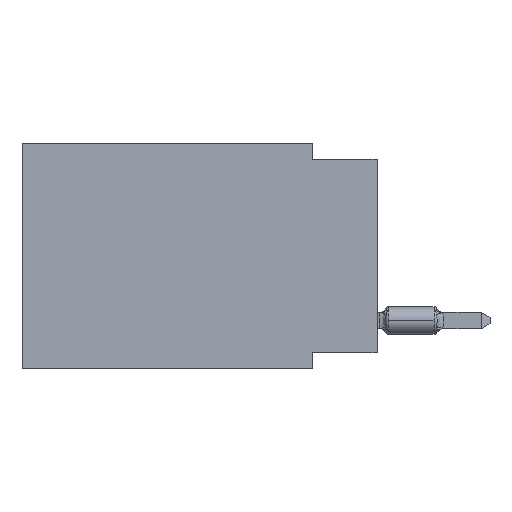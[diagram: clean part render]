
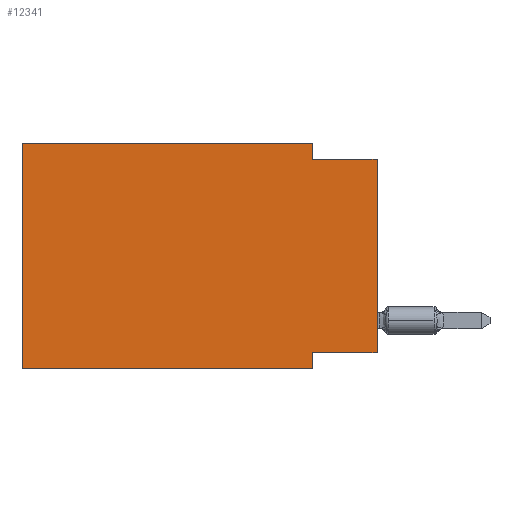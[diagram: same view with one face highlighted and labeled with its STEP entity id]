
A CAD part, left-side view. The second image highlights one B-rep face of the part: STEP entity #12341.
In plain terms, the highlighted planar face has unit normal (-1, 0, 0).
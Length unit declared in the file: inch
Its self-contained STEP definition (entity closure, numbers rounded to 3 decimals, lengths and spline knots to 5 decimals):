
#547 = VERTEX_POINT ( 'NONE', #14174 ) ;
#655 = ORIENTED_EDGE ( 'NONE', *, *, #13360, .T. ) ;
#828 = CARTESIAN_POINT ( 'NONE',  ( 0., 0., 0. ) ) ;
#1109 = ORIENTED_EDGE ( 'NONE', *, *, #7911, .F. ) ;
#1215 = EDGE_CURVE ( 'NONE', #8898, #3094, #10122, .T. ) ;
#1407 = PLANE ( 'NONE',  #12021 ) ;
#1745 = VERTEX_POINT ( 'NONE', #12324 ) ;
#1974 = DIRECTION ( 'NONE',  ( 0., 0., 1. ) ) ;
#2068 = EDGE_CURVE ( 'NONE', #9200, #5753, #6354, .T. ) ;
#2409 = VECTOR ( 'NONE', #7357, 39.37008 ) ;
#2589 = CARTESIAN_POINT ( 'NONE',  ( 0., 0.55, 0. ) ) ;
#2602 = CARTESIAN_POINT ( 'NONE',  ( 0., 0.1, 0. ) ) ;
#2653 = CARTESIAN_POINT ( 'NONE',  ( 0., 0., -0.325 ) ) ;
#2772 = LINE ( 'NONE', #9633, #2409 ) ;
#2915 = LINE ( 'NONE', #5216, #14730 ) ;
#2968 = CARTESIAN_POINT ( 'NONE',  ( 0., 0.1, -0.325 ) ) ;
#3094 = VERTEX_POINT ( 'NONE', #2602 ) ;
#3111 = EDGE_CURVE ( 'NONE', #5753, #9497, #13305, .T. ) ;
#3298 = CARTESIAN_POINT ( 'NONE',  ( 0., 0., -0.325 ) ) ;
#3582 = DIRECTION ( 'NONE',  ( 0., -1., 0. ) ) ;
#3675 = VECTOR ( 'NONE', #9722, 39.37008 ) ;
#3980 = LINE ( 'NONE', #4586, #9721 ) ;
#4074 = DIRECTION ( 'NONE',  ( 0., 0., 1. ) ) ;
#4212 = CARTESIAN_POINT ( 'NONE',  ( 0., 0.55, 0. ) ) ;
#4586 = CARTESIAN_POINT ( 'NONE',  ( 0., 0.1, 0. ) ) ;
#5216 = CARTESIAN_POINT ( 'NONE',  ( 0., 0.55, 0. ) ) ;
#5721 = DIRECTION ( 'NONE',  ( 0., 0., -1. ) ) ;
#5753 = VERTEX_POINT ( 'NONE', #2968 ) ;
#5842 = CARTESIAN_POINT ( 'NONE',  ( 0., 0.55, -0.35 ) ) ;
#6026 = DIRECTION ( 'NONE',  ( 0., 0., -1. ) ) ;
#6047 = EDGE_LOOP ( 'NONE', ( #655, #8400, #11034, #10378, #1109, #10974, #10433, #8436 ) ) ;
#6106 = VERTEX_POINT ( 'NONE', #13122 ) ;
#6354 = LINE ( 'NONE', #3298, #9104 ) ;
#7357 = DIRECTION ( 'NONE',  ( 0., -1., 0. ) ) ;
#7451 = CARTESIAN_POINT ( 'NONE',  ( 0., 0.55, 0. ) ) ;
#7911 = EDGE_CURVE ( 'NONE', #1745, #8898, #2915, .T. ) ;
#8400 = ORIENTED_EDGE ( 'NONE', *, *, #8752, .F. ) ;
#8436 = ORIENTED_EDGE ( 'NONE', *, *, #2068, .F. ) ;
#8752 = EDGE_CURVE ( 'NONE', #6106, #547, #2772, .T. ) ;
#8898 = VERTEX_POINT ( 'NONE', #4212 ) ;
#9104 = VECTOR ( 'NONE', #11282, 39.37008 ) ;
#9200 = VERTEX_POINT ( 'NONE', #2653 ) ;
#9435 = LINE ( 'NONE', #828, #11718 ) ;
#9497 = VERTEX_POINT ( 'NONE', #11240 ) ;
#9526 = CARTESIAN_POINT ( 'NONE',  ( 0., 0.1, -0.35 ) ) ;
#9633 = CARTESIAN_POINT ( 'NONE',  ( 0., 0., -0.025 ) ) ;
#9721 = VECTOR ( 'NONE', #5721, 39.37008 ) ;
#9722 = DIRECTION ( 'NONE',  ( 0., -1., 0. ) ) ;
#9884 = LINE ( 'NONE', #5842, #12542 ) ;
#10122 = LINE ( 'NONE', #7451, #3675 ) ;
#10130 = EDGE_CURVE ( 'NONE', #3094, #6106, #3980, .T. ) ;
#10378 = ORIENTED_EDGE ( 'NONE', *, *, #1215, .F. ) ;
#10433 = ORIENTED_EDGE ( 'NONE', *, *, #3111, .F. ) ;
#10808 = EDGE_CURVE ( 'NONE', #1745, #9497, #9884, .T. ) ;
#10974 = ORIENTED_EDGE ( 'NONE', *, *, #10808, .T. ) ;
#11034 = ORIENTED_EDGE ( 'NONE', *, *, #10130, .F. ) ;
#11240 = CARTESIAN_POINT ( 'NONE',  ( 0., 0.1, -0.35 ) ) ;
#11282 = DIRECTION ( 'NONE',  ( 0., 1., 0. ) ) ;
#11718 = VECTOR ( 'NONE', #1974, 39.37008 ) ;
#12021 = AXIS2_PLACEMENT_3D ( 'NONE', #2589, #12881, #6026 ) ;
#12324 = CARTESIAN_POINT ( 'NONE',  ( 0., 0.55, -0.35 ) ) ;
#12341 = ADVANCED_FACE ( 'NONE', ( #13542 ), #1407, .F. ) ;
#12542 = VECTOR ( 'NONE', #3582, 39.37008 ) ;
#12881 = DIRECTION ( 'NONE',  ( 1., 0., 0. ) ) ;
#12936 = DIRECTION ( 'NONE',  ( 0., 0., -1. ) ) ;
#12953 = VECTOR ( 'NONE', #12936, 39.37008 ) ;
#13122 = CARTESIAN_POINT ( 'NONE',  ( 0., 0.1, -0.025 ) ) ;
#13305 = LINE ( 'NONE', #9526, #12953 ) ;
#13360 = EDGE_CURVE ( 'NONE', #9200, #547, #9435, .T. ) ;
#13542 = FACE_OUTER_BOUND ( 'NONE', #6047, .T. ) ;
#14174 = CARTESIAN_POINT ( 'NONE',  ( 0., 0., -0.025 ) ) ;
#14730 = VECTOR ( 'NONE', #4074, 39.37008 ) ;
